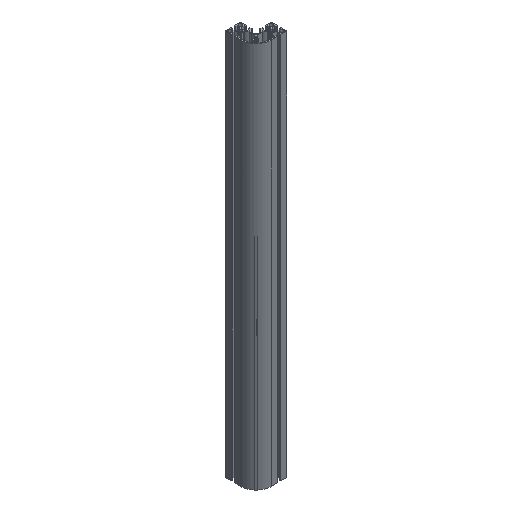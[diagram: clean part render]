
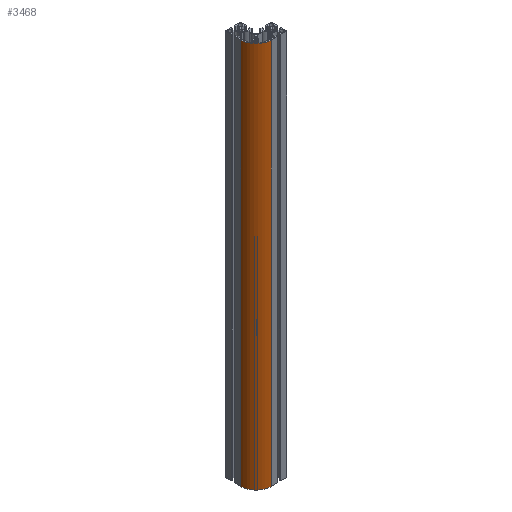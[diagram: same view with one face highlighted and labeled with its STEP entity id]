
A CAD part, isometric view. The second image highlights one B-rep face of the part: STEP entity #3468.
In plain terms, the highlighted cylindrical face has radius 40 mm (diameter 80 mm), a partial arc.
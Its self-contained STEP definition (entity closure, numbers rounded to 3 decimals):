
#131 = CIRCLE ( 'NONE', #2721, 40. ) ;
#201 = AXIS2_PLACEMENT_3D ( 'NONE', #1863, #1843, #4085 ) ;
#447 = DIRECTION ( 'NONE',  ( 0., 0., -1. ) ) ;
#671 = EDGE_CURVE ( 'NONE', #3070, #2412, #131, .T. ) ;
#932 = ORIENTED_EDGE ( 'NONE', *, *, #671, .T. ) ;
#1077 = DIRECTION ( 'NONE',  ( 0., 0., -1. ) ) ;
#1142 = CARTESIAN_POINT ( 'NONE',  ( 20., 20., 1000. ) ) ;
#1170 = EDGE_CURVE ( 'NONE', #3755, #1629, #2001, .T. ) ;
#1214 = CARTESIAN_POINT ( 'NONE',  ( -20., 20., 1000. ) ) ;
#1272 = DIRECTION ( 'NONE',  ( 0., 0., -1. ) ) ;
#1382 = CARTESIAN_POINT ( 'NONE',  ( 20., 20., 1000. ) ) ;
#1430 = DIRECTION ( 'NONE',  ( 0., 0., -1. ) ) ;
#1629 = VERTEX_POINT ( 'NONE', #2710 ) ;
#1843 = DIRECTION ( 'NONE',  ( 0., 0., -1. ) ) ;
#1863 = CARTESIAN_POINT ( 'NONE',  ( 20., 20., 0. ) ) ;
#1977 = ORIENTED_EDGE ( 'NONE', *, *, #2006, .F. ) ;
#2001 = CIRCLE ( 'NONE', #201, 40. ) ;
#2006 = EDGE_CURVE ( 'NONE', #3070, #3755, #2364, .T. ) ;
#2009 = FACE_OUTER_BOUND ( 'NONE', #2019, .T. ) ;
#2019 = EDGE_LOOP ( 'NONE', ( #2975, #1977, #932, #2761 ) ) ;
#2057 = DIRECTION ( 'NONE',  ( 1., 0., 0. ) ) ;
#2271 = CARTESIAN_POINT ( 'NONE',  ( 20., -20., 0. ) ) ;
#2364 = LINE ( 'NONE', #3294, #2616 ) ;
#2412 = VERTEX_POINT ( 'NONE', #1214 ) ;
#2616 = VECTOR ( 'NONE', #1430, 1000. ) ;
#2710 = CARTESIAN_POINT ( 'NONE',  ( -20., 20., 0. ) ) ;
#2721 = AXIS2_PLACEMENT_3D ( 'NONE', #1142, #1077, #2057 ) ;
#2761 = ORIENTED_EDGE ( 'NONE', *, *, #3708, .T. ) ;
#2975 = ORIENTED_EDGE ( 'NONE', *, *, #1170, .F. ) ;
#2999 = DIRECTION ( 'NONE',  ( -1., 0., 0. ) ) ;
#3070 = VERTEX_POINT ( 'NONE', #4027 ) ;
#3294 = CARTESIAN_POINT ( 'NONE',  ( 20., -20., 1000. ) ) ;
#3430 = VECTOR ( 'NONE', #1272, 1000. ) ;
#3468 = ADVANCED_FACE ( 'NONE', ( #2009 ), #3623, .T. ) ;
#3509 = CARTESIAN_POINT ( 'NONE',  ( -20., 20., 1000. ) ) ;
#3568 = AXIS2_PLACEMENT_3D ( 'NONE', #1382, #447, #2999 ) ;
#3623 = CYLINDRICAL_SURFACE ( 'NONE', #3568, 40. ) ;
#3708 = EDGE_CURVE ( 'NONE', #2412, #1629, #3760, .T. ) ;
#3755 = VERTEX_POINT ( 'NONE', #2271 ) ;
#3760 = LINE ( 'NONE', #3509, #3430 ) ;
#4027 = CARTESIAN_POINT ( 'NONE',  ( 20., -20., 1000. ) ) ;
#4085 = DIRECTION ( 'NONE',  ( 1., 0., 0. ) ) ;
